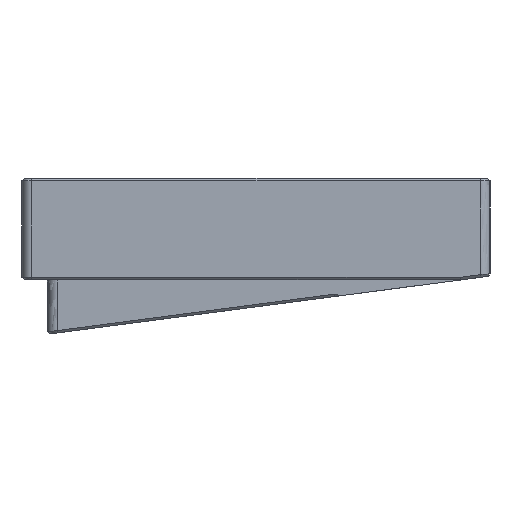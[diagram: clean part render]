
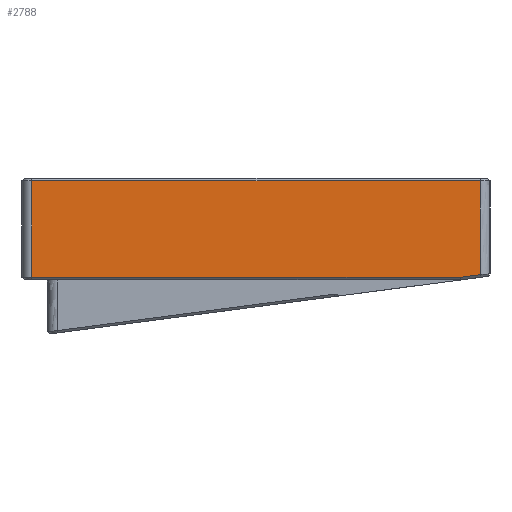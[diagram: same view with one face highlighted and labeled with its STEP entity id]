
A CAD part, left-side view. The second image highlights one B-rep face of the part: STEP entity #2788.
In plain terms, the highlighted planar face has unit normal (-1, 0, 0).
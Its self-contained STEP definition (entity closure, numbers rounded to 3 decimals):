
#255=PLANE('',#2995);
#390=FACE_OUTER_BOUND('',#554,.T.);
#554=EDGE_LOOP('',(#2408,#2409,#2410,#2411,#2412));
#760=LINE('',#5048,#999);
#763=LINE('',#5079,#1002);
#770=LINE('',#5155,#1009);
#772=LINE('',#5161,#1011);
#773=LINE('',#5162,#1012);
#999=VECTOR('',#3488,800.);
#1002=VECTOR('',#3509,1000.);
#1009=VECTOR('',#3522,1000.);
#1011=VECTOR('',#3528,800.);
#1012=VECTOR('',#3529,802.455);
#1320=VERTEX_POINT('',#5006);
#1329=VERTEX_POINT('',#5042);
#1337=VERTEX_POINT('',#5078);
#1341=VERTEX_POINT('',#5154);
#1343=VERTEX_POINT('',#5160);
#1691=EDGE_CURVE('',#1320,#1329,#760,.T.);
#1699=EDGE_CURVE('',#1337,#1320,#763,.T.);
#1708=EDGE_CURVE('',#1329,#1341,#770,.F.);
#1711=EDGE_CURVE('',#1341,#1343,#772,.T.);
#1712=EDGE_CURVE('',#1343,#1337,#773,.T.);
#2408=ORIENTED_EDGE('',*,*,#1711,.T.);
#2409=ORIENTED_EDGE('',*,*,#1712,.T.);
#2410=ORIENTED_EDGE('',*,*,#1699,.T.);
#2411=ORIENTED_EDGE('',*,*,#1691,.T.);
#2412=ORIENTED_EDGE('',*,*,#1708,.T.);
#2788=ADVANCED_FACE('',(#390),#255,.T.);
#2995=AXIS2_PLACEMENT_3D('',#5159,#3526,#3527);
#3488=DIRECTION('',(0.,1.,0.));
#3509=DIRECTION('',(0.,0.,1.));
#3522=DIRECTION('',(0.,0.,1.));
#3526=DIRECTION('center_axis',(-1.,0.,0.));
#3527=DIRECTION('ref_axis',(0.,0.,1.));
#3528=DIRECTION('',(0.,-1.,0.));
#3529=DIRECTION('',(0.,-0.991,0.13));
#5006=CARTESIAN_POINT('',(-154.444,-32.86,29.547));
#5042=CARTESIAN_POINT('',(-154.444,51.7,29.547));
#5048=CARTESIAN_POINT('',(-154.444,51.7,29.547));
#5078=CARTESIAN_POINT('',(-154.444,-32.86,11.849));
#5079=CARTESIAN_POINT('',(-154.444,-32.86,30.047));
#5154=CARTESIAN_POINT('',(-154.444,51.7,11.347));
#5155=CARTESIAN_POINT('',(-154.444,51.7,-0.002));
#5159=CARTESIAN_POINT('Origin',(-154.444,9.42,-0.002));
#5160=CARTESIAN_POINT('',(-154.444,-29.039,11.347));
#5161=CARTESIAN_POINT('',(-154.444,9.42,11.347));
#5162=CARTESIAN_POINT('',(-154.444,9.944,6.225));
